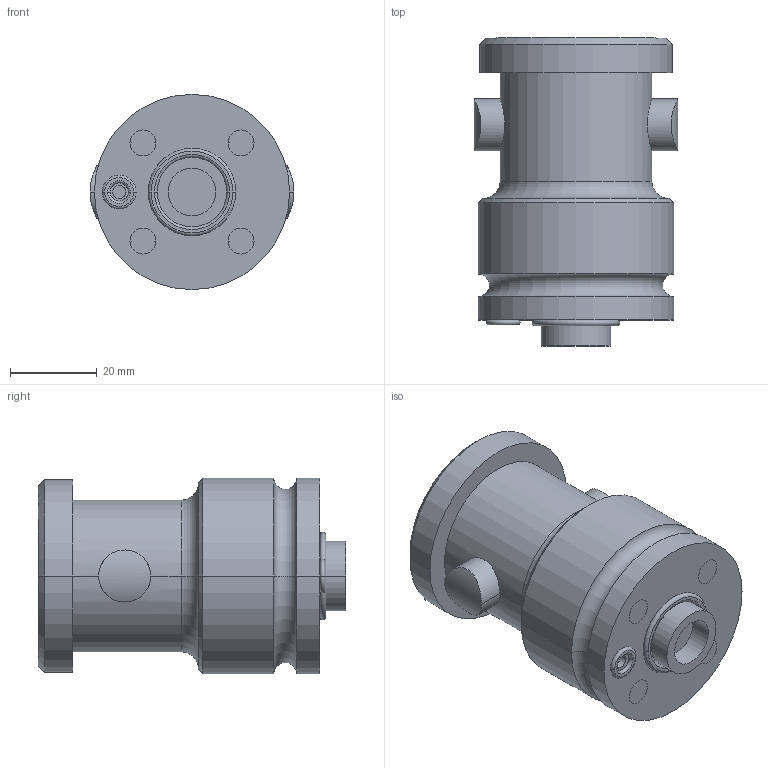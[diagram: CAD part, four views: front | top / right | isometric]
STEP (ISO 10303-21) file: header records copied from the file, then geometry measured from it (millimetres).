
FILE_DESCRIPTION((''),'2;1');
FILE_NAME('ILC15821600','2020-04-29T',('jweaver'),(''),'PRO/ENGINEER BY PARAMETRIC TECHNOLOGY CORPORATION, 2013320','PRO/ENGINEER BY PARAMETRIC TECHNOLOGY CORPORATION, 2013320','');
FILE_SCHEMA(('AUTOMOTIVE_DESIGN { 1 0 10303 214 1 1 1 1 }'));
Length unit declared in the file: inch
Products named in the file (1): ILC15821600
Bounding box: 47 x 71 x 45 mm (x, y, z)
Volume: 84802.1 mm3; surface area: 15696.3 mm2
Topology: 1 solids, 5 shells, 86 faces, 180 edges, 108 vertices
Faces by surface type: cylinder 36, cone 20, plane 18, torus 12
Entity records: 3238 total; most frequent: CARTESIAN_POINT 503, DIRECTION 446, ORIENTED_EDGE 336, AXIS2_PLACEMENT_3D 195, PRESENTATION_STYLE_ASSIGNMENT 188, STYLED_ITEM 177, CURVE_STYLE 172, EDGE_CURVE 172
